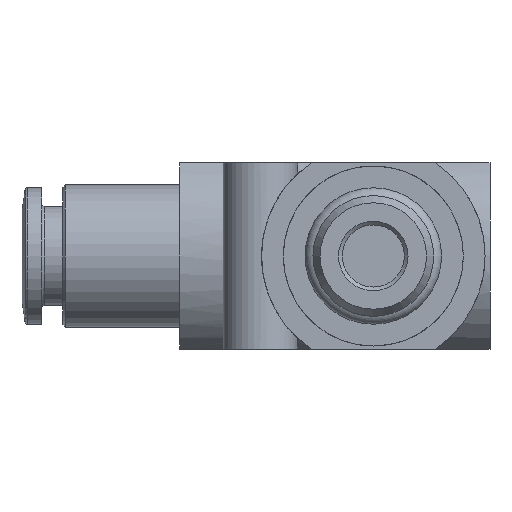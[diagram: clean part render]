
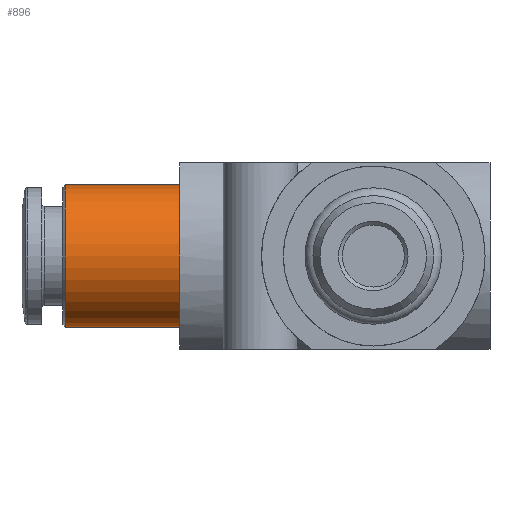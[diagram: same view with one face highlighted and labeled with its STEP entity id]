
A CAD part, front view. The second image highlights one B-rep face of the part: STEP entity #896.
In plain terms, the highlighted cylindrical face has radius 5.75 mm (diameter 11.5 mm), a full revolution.
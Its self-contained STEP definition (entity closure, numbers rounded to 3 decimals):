
#896 = ADVANCED_FACE( '', ( #1835, #1836 ), #1837, .T. );
#1835 = FACE_OUTER_BOUND( '', #2775, .T. );
#1836 = FACE_OUTER_BOUND( '', #2776, .T. );
#1837 = CYLINDRICAL_SURFACE( '', #2777, 5.75 );
#2775 = EDGE_LOOP( '', ( #5009 ) );
#2776 = EDGE_LOOP( '', ( #5010 ) );
#2777 = AXIS2_PLACEMENT_3D( '', #5011, #5012, #5013 );
#5009 = ORIENTED_EDGE( '', *, *, #5590, .T. );
#5010 = ORIENTED_EDGE( '', *, *, #6054, .F. );
#5011 = CARTESIAN_POINT( '', ( 0., 0., 0. ) );
#5012 = DIRECTION( '', ( 0., 1., 0. ) );
#5013 = DIRECTION( '', ( 0., 0., -1. ) );
#5590 = EDGE_CURVE( '', #6740, #6740, #6741, .T. );
#6054 = EDGE_CURVE( '', #7391, #7391, #7392, .T. );
#6740 = VERTEX_POINT( '', #8294 );
#6741 = CIRCLE( '', #8295, 5.75 );
#7391 = VERTEX_POINT( '', #9455 );
#7392 = CIRCLE( '', #9456, 5.75 );
#8294 = CARTESIAN_POINT( '', ( 0., 16.8, -5.75 ) );
#8295 = AXIS2_PLACEMENT_3D( '', #10007, #10008, #10009 );
#9455 = CARTESIAN_POINT( '', ( 0., 7.5, -5.75 ) );
#9456 = AXIS2_PLACEMENT_3D( '', #10505, #10506, #10507 );
#10007 = CARTESIAN_POINT( '', ( 0., 16.8, 0. ) );
#10008 = DIRECTION( '', ( 0., -1., 0. ) );
#10009 = DIRECTION( '', ( 0., 0., -1. ) );
#10505 = CARTESIAN_POINT( '', ( 0., 7.5, 0. ) );
#10506 = DIRECTION( '', ( 0., -1., 0. ) );
#10507 = DIRECTION( '', ( 0., 0., -1. ) );
